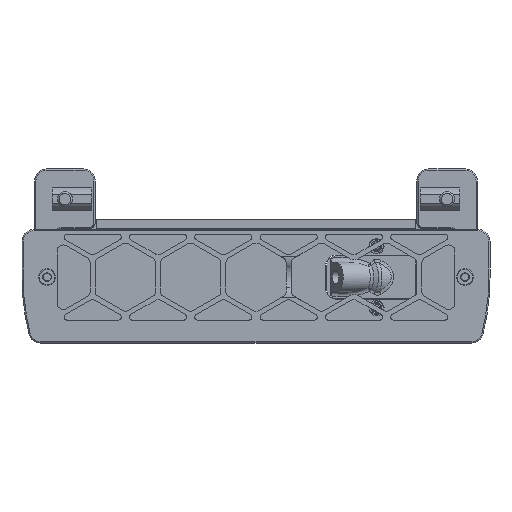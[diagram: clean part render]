
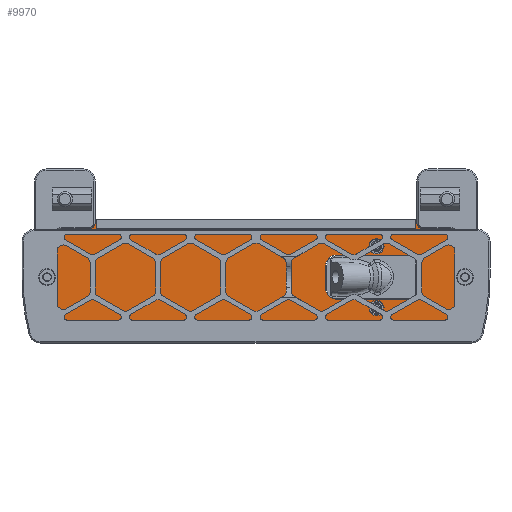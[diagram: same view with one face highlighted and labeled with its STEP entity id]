
A CAD part, front view. The second image highlights one B-rep face of the part: STEP entity #9970.
In plain terms, the highlighted planar face has unit normal (0, -1, 0).
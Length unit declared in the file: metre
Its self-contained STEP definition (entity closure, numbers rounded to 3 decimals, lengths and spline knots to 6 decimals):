
#319=LINE('',#21445,#1035);
#320=LINE('',#21450,#1036);
#321=LINE('',#21454,#1037);
#322=LINE('',#21458,#1038);
#323=LINE('',#21462,#1039);
#324=LINE('',#21464,#1040);
#325=LINE('',#21466,#1041);
#326=LINE('',#21468,#1042);
#327=LINE('',#21472,#1043);
#328=LINE('',#21474,#1044);
#329=LINE('',#21476,#1045);
#330=LINE('',#21480,#1046);
#1035=VECTOR('',#12478,1.);
#1036=VECTOR('',#12481,1.);
#1037=VECTOR('',#12484,1.);
#1038=VECTOR('',#12487,1.);
#1039=VECTOR('',#12490,1.);
#1040=VECTOR('',#12491,1.);
#1041=VECTOR('',#12492,1.);
#1042=VECTOR('',#12493,1.);
#1043=VECTOR('',#12496,1.);
#1044=VECTOR('',#12497,1.);
#1045=VECTOR('',#12498,1.);
#1046=VECTOR('',#12501,1.);
#1951=PLANE('',#10934);
#2789=ORIENTED_EDGE('',*,*,#5353,.T.);
#2790=ORIENTED_EDGE('',*,*,#5354,.T.);
#2791=ORIENTED_EDGE('',*,*,#5355,.T.);
#2792=ORIENTED_EDGE('',*,*,#5356,.T.);
#2793=ORIENTED_EDGE('',*,*,#5357,.T.);
#2794=ORIENTED_EDGE('',*,*,#5358,.F.);
#2795=ORIENTED_EDGE('',*,*,#5359,.T.);
#2796=ORIENTED_EDGE('',*,*,#5360,.F.);
#2797=ORIENTED_EDGE('',*,*,#5361,.F.);
#2798=ORIENTED_EDGE('',*,*,#5362,.F.);
#2799=ORIENTED_EDGE('',*,*,#5363,.F.);
#2800=ORIENTED_EDGE('',*,*,#5364,.F.);
#2801=ORIENTED_EDGE('',*,*,#5365,.T.);
#2802=ORIENTED_EDGE('',*,*,#5366,.T.);
#2803=ORIENTED_EDGE('',*,*,#5367,.T.);
#2804=ORIENTED_EDGE('',*,*,#5368,.T.);
#2805=ORIENTED_EDGE('',*,*,#5369,.F.);
#2806=ORIENTED_EDGE('',*,*,#5370,.T.);
#2807=ORIENTED_EDGE('',*,*,#5371,.F.);
#2808=ORIENTED_EDGE('',*,*,#5372,.F.);
#2809=ORIENTED_EDGE('',*,*,#5373,.F.);
#2810=ORIENTED_EDGE('',*,*,#5374,.F.);
#5353=EDGE_CURVE('',#6692,#6692,#7540,.T.);
#5354=EDGE_CURVE('',#6693,#6693,#7541,.T.);
#5355=EDGE_CURVE('',#6694,#6694,#7542,.T.);
#5356=EDGE_CURVE('',#6695,#6695,#7543,.T.);
#5357=EDGE_CURVE('',#6696,#6697,#319,.T.);
#5358=EDGE_CURVE('',#6698,#6697,#7544,.T.);
#5359=EDGE_CURVE('',#6698,#6699,#320,.T.);
#5360=EDGE_CURVE('',#6700,#6699,#7545,.T.);
#5361=EDGE_CURVE('',#6701,#6700,#321,.T.);
#5362=EDGE_CURVE('',#6702,#6701,#7546,.T.);
#5363=EDGE_CURVE('',#6703,#6702,#322,.T.);
#5364=EDGE_CURVE('',#6704,#6703,#7547,.T.);
#5365=EDGE_CURVE('',#6704,#6705,#323,.T.);
#5366=EDGE_CURVE('',#6705,#6706,#324,.T.);
#5367=EDGE_CURVE('',#6706,#6707,#325,.T.);
#5368=EDGE_CURVE('',#6707,#6696,#326,.T.);
#5369=EDGE_CURVE('',#6708,#6709,#7548,.F.);
#5370=EDGE_CURVE('',#6708,#6710,#327,.T.);
#5371=EDGE_CURVE('',#6711,#6710,#328,.F.);
#5372=EDGE_CURVE('',#6712,#6711,#329,.T.);
#5373=EDGE_CURVE('',#6713,#6712,#7549,.F.);
#5374=EDGE_CURVE('',#6709,#6713,#330,.T.);
#6692=VERTEX_POINT('',#21438);
#6693=VERTEX_POINT('',#21440);
#6694=VERTEX_POINT('',#21442);
#6695=VERTEX_POINT('',#21444);
#6696=VERTEX_POINT('',#21446);
#6697=VERTEX_POINT('',#21447);
#6698=VERTEX_POINT('',#21449);
#6699=VERTEX_POINT('',#21451);
#6700=VERTEX_POINT('',#21453);
#6701=VERTEX_POINT('',#21455);
#6702=VERTEX_POINT('',#21457);
#6703=VERTEX_POINT('',#21459);
#6704=VERTEX_POINT('',#21461);
#6705=VERTEX_POINT('',#21463);
#6706=VERTEX_POINT('',#21465);
#6707=VERTEX_POINT('',#21467);
#6708=VERTEX_POINT('',#21470);
#6709=VERTEX_POINT('',#21471);
#6710=VERTEX_POINT('',#21473);
#6711=VERTEX_POINT('',#21475);
#6712=VERTEX_POINT('',#21477);
#6713=VERTEX_POINT('',#21479);
#7540=CIRCLE('',#10935,0.0023);
#7541=CIRCLE('',#10936,0.0023);
#7542=CIRCLE('',#10937,0.00235);
#7543=CIRCLE('',#10938,0.00235);
#7544=CIRCLE('',#10939,0.004);
#7545=CIRCLE('',#10940,0.004);
#7546=CIRCLE('',#10941,0.004);
#7547=CIRCLE('',#10942,0.004);
#7548=CIRCLE('',#10943,0.00325);
#7549=CIRCLE('',#10944,0.00325);
#8137=EDGE_LOOP('',(#2789));
#8138=EDGE_LOOP('',(#2790));
#8139=EDGE_LOOP('',(#2791));
#8140=EDGE_LOOP('',(#2792));
#8141=EDGE_LOOP('',(#2793,#2794,#2795,#2796,#2797,#2798,#2799,#2800,#2801,
#2802,#2803,#2804));
#8142=EDGE_LOOP('',(#2805,#2806,#2807,#2808,#2809,#2810));
#8981=FACE_BOUND('',#8137,.T.);
#8982=FACE_BOUND('',#8138,.T.);
#8983=FACE_BOUND('',#8139,.T.);
#8984=FACE_BOUND('',#8140,.T.);
#8985=FACE_BOUND('',#8141,.T.);
#8986=FACE_BOUND('',#8142,.T.);
#9970=ADVANCED_FACE('',(#8981,#8982,#8983,#8984,#8985,#8986),#1951,.F.);
#10934=AXIS2_PLACEMENT_3D('',#21436,#12468,#12469);
#10935=AXIS2_PLACEMENT_3D('',#21437,#12470,#12471);
#10936=AXIS2_PLACEMENT_3D('',#21439,#12472,#12473);
#10937=AXIS2_PLACEMENT_3D('',#21441,#12474,#12475);
#10938=AXIS2_PLACEMENT_3D('',#21443,#12476,#12477);
#10939=AXIS2_PLACEMENT_3D('',#21448,#12479,#12480);
#10940=AXIS2_PLACEMENT_3D('',#21452,#12482,#12483);
#10941=AXIS2_PLACEMENT_3D('',#21456,#12485,#12486);
#10942=AXIS2_PLACEMENT_3D('',#21460,#12488,#12489);
#10943=AXIS2_PLACEMENT_3D('',#21469,#12494,#12495);
#10944=AXIS2_PLACEMENT_3D('',#21478,#12499,#12500);
#12468=DIRECTION('',(0.,1.,0.));
#12469=DIRECTION('',(-1.,0.,0.));
#12470=DIRECTION('',(0.,1.,0.));
#12471=DIRECTION('',(-1.,0.,0.));
#12472=DIRECTION('',(0.,1.,0.));
#12473=DIRECTION('',(-1.,0.,0.));
#12474=DIRECTION('',(0.,1.,0.));
#12475=DIRECTION('',(-1.,0.,0.));
#12476=DIRECTION('',(0.,1.,0.));
#12477=DIRECTION('',(-1.,0.,0.));
#12478=DIRECTION('',(-1.,0.,0.));
#12479=DIRECTION('',(0.,1.,0.));
#12480=DIRECTION('',(-1.,0.,0.));
#12481=DIRECTION('',(0.,0.,-1.));
#12482=DIRECTION('',(0.,1.,0.));
#12483=DIRECTION('',(-1.,0.,0.));
#12484=DIRECTION('',(-1.,0.,0.));
#12485=DIRECTION('',(0.,1.,0.));
#12486=DIRECTION('',(-1.,0.,0.));
#12487=DIRECTION('',(0.,0.,-1.));
#12488=DIRECTION('',(0.,1.,0.));
#12489=DIRECTION('',(-1.,0.,0.));
#12490=DIRECTION('',(-1.,0.,0.));
#12491=DIRECTION('',(0.,0.,-1.));
#12492=DIRECTION('',(-1.,0.,0.));
#12493=DIRECTION('',(0.,0.,1.));
#12494=DIRECTION('',(0.,1.,0.));
#12495=DIRECTION('',(-1.,0.,0.));
#12496=DIRECTION('',(1.,0.,0.));
#12497=DIRECTION('',(0.,0.,-1.));
#12498=DIRECTION('',(1.,0.,0.));
#12499=DIRECTION('',(0.,1.,0.));
#12500=DIRECTION('',(-1.,0.,0.));
#12501=DIRECTION('',(0.,0.,-1.));
#21436=CARTESIAN_POINT('',(0.,0.234,0.168551));
#21437=CARTESIAN_POINT('',(0.039816,0.234,0.17117));
#21438=CARTESIAN_POINT('',(0.037516,0.234,0.17117));
#21439=CARTESIAN_POINT('',(0.039816,0.234,0.15077));
#21440=CARTESIAN_POINT('',(0.037516,0.234,0.15077));
#21441=CARTESIAN_POINT('',(-0.069078,0.234,0.1606));
#21442=CARTESIAN_POINT('',(-0.071428,0.234,0.1606));
#21443=CARTESIAN_POINT('',(0.069077,0.234,0.16095));
#21444=CARTESIAN_POINT('',(0.066727,0.234,0.16095));
#21445=CARTESIAN_POINT('',(0.063027,0.234,0.17995));
#21446=CARTESIAN_POINT('',(-0.052877,0.234,0.17995));
#21447=CARTESIAN_POINT('',(-0.069177,0.234,0.17995));
#21448=CARTESIAN_POINT('',(-0.069177,0.234,0.17595));
#21449=CARTESIAN_POINT('',(-0.073177,0.234,0.17595));
#21450=CARTESIAN_POINT('',(-0.073177,0.234,0.1624));
#21451=CARTESIAN_POINT('',(-0.073177,0.234,0.14525));
#21452=CARTESIAN_POINT('',(-0.069177,0.234,0.14525));
#21453=CARTESIAN_POINT('',(-0.073157,0.234,0.14485));
#21454=CARTESIAN_POINT('',(0.,0.234,0.14485));
#21455=CARTESIAN_POINT('',(0.073157,0.234,0.14485));
#21456=CARTESIAN_POINT('',(0.069177,0.234,0.14525));
#21457=CARTESIAN_POINT('',(0.073177,0.234,0.14525));
#21458=CARTESIAN_POINT('',(0.073177,0.234,0.1624));
#21459=CARTESIAN_POINT('',(0.073177,0.234,0.17595));
#21460=CARTESIAN_POINT('',(0.069177,0.234,0.17595));
#21461=CARTESIAN_POINT('',(0.069177,0.234,0.17995));
#21462=CARTESIAN_POINT('',(0.063027,0.234,0.17995));
#21463=CARTESIAN_POINT('',(0.052877,0.234,0.17995));
#21464=CARTESIAN_POINT('',(0.052877,0.234,0.17845));
#21465=CARTESIAN_POINT('',(0.052877,0.234,0.17695));
#21466=CARTESIAN_POINT('',(0.,0.234,0.17695));
#21467=CARTESIAN_POINT('',(-0.052877,0.234,0.17695));
#21468=CARTESIAN_POINT('',(-0.052877,0.234,0.17845));
#21469=CARTESIAN_POINT('',(0.026316,0.234,0.16497));
#21470=CARTESIAN_POINT('',(0.026316,0.234,0.16822));
#21471=CARTESIAN_POINT('',(0.023066,0.234,0.16497));
#21472=CARTESIAN_POINT('',(0.039816,0.234,0.16822));
#21473=CARTESIAN_POINT('',(0.053149,0.234,0.16822));
#21474=CARTESIAN_POINT('',(0.053149,0.234,0.1624));
#21475=CARTESIAN_POINT('',(0.053149,0.234,0.15372));
#21476=CARTESIAN_POINT('',(0.039816,0.234,0.15372));
#21477=CARTESIAN_POINT('',(0.026316,0.234,0.15372));
#21478=CARTESIAN_POINT('',(0.026316,0.234,0.15697));
#21479=CARTESIAN_POINT('',(0.023066,0.234,0.15697));
#21480=CARTESIAN_POINT('',(0.023066,0.234,0.16097));
